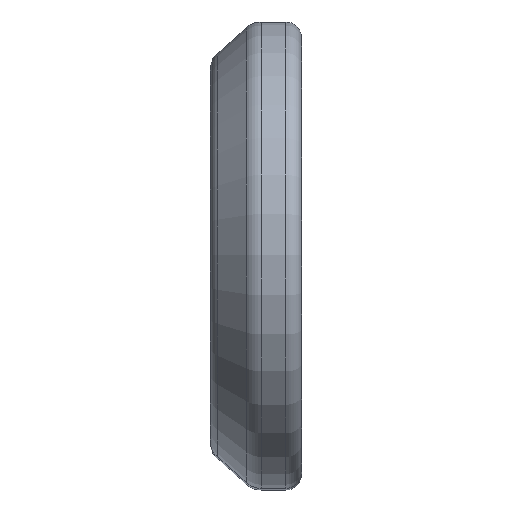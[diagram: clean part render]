
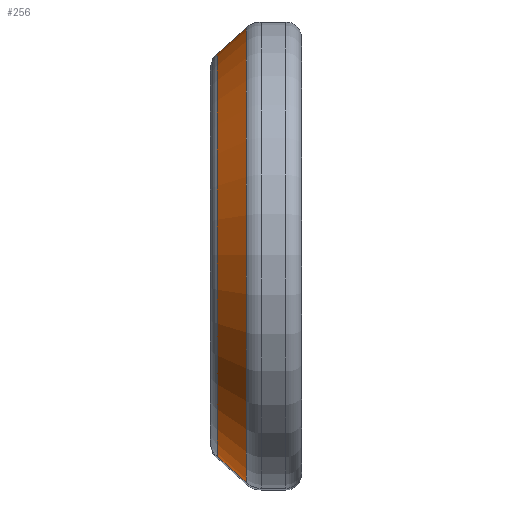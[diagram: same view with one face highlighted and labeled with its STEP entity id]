
A CAD part, top view. The second image highlights one B-rep face of the part: STEP entity #256.
In plain terms, the highlighted conical face has half-angle 41.772 degrees and reference radius 4.829 mm.
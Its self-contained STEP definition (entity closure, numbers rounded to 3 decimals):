
#225=CONICAL_SURFACE('',#741,4.829,41.772);
#256=ADVANCED_FACE('',(#302),#225,.T.);
#302=FACE_OUTER_BOUND('',#334,.T.);
#334=EDGE_LOOP('',(#448,#449,#450,#451));
#364=CIRCLE('',#730,5.123);
#369=CIRCLE('',#740,4.536);
#448=ORIENTED_EDGE('',*,*,#575,.T.);
#449=ORIENTED_EDGE('',*,*,#584,.F.);
#450=ORIENTED_EDGE('',*,*,#585,.F.);
#451=ORIENTED_EDGE('',*,*,#586,.T.);
#533=VERTEX_POINT('',#998);
#534=VERTEX_POINT('',#1002);
#538=VERTEX_POINT('',#1018);
#539=VERTEX_POINT('',#1022);
#575=EDGE_CURVE('',#534,#533,#364,.T.);
#584=EDGE_CURVE('',#538,#533,#631,.T.);
#585=EDGE_CURVE('',#539,#538,#369,.T.);
#586=EDGE_CURVE('',#539,#534,#632,.T.);
#631=LINE('',#1019,#655);
#632=LINE('',#1023,#656);
#655=VECTOR('',#860,1.);
#656=VECTOR('',#865,1.);
#730=AXIS2_PLACEMENT_3D('',#1001,#838,#839);
#740=AXIS2_PLACEMENT_3D('',#1021,#863,#864);
#741=AXIS2_PLACEMENT_3D('',#1024,#866,#867);
#838=DIRECTION('',(-1.,0.,0.));
#839=DIRECTION('',(0.,-1.,0.));
#860=DIRECTION('',(0.746,0.666,0.));
#863=DIRECTION('',(-1.,0.,0.));
#864=DIRECTION('',(0.,-1.,0.));
#865=DIRECTION('',(0.746,-0.666,0.));
#866=DIRECTION('',(1.,0.,0.));
#867=DIRECTION('',(0.,1.,0.));
#998=CARTESIAN_POINT('',(0.808,5.123,11.35));
#1001=CARTESIAN_POINT('',(0.808,0.,11.35));
#1002=CARTESIAN_POINT('',(0.808,-5.123,11.35));
#1018=CARTESIAN_POINT('',(0.15,4.536,11.35));
#1019=CARTESIAN_POINT('',(0.15,4.536,11.35));
#1021=CARTESIAN_POINT('',(0.15,0.,11.35));
#1022=CARTESIAN_POINT('',(0.15,-4.536,11.35));
#1023=CARTESIAN_POINT('',(0.15,-4.536,11.35));
#1024=CARTESIAN_POINT('',(0.479,0.,11.35));
